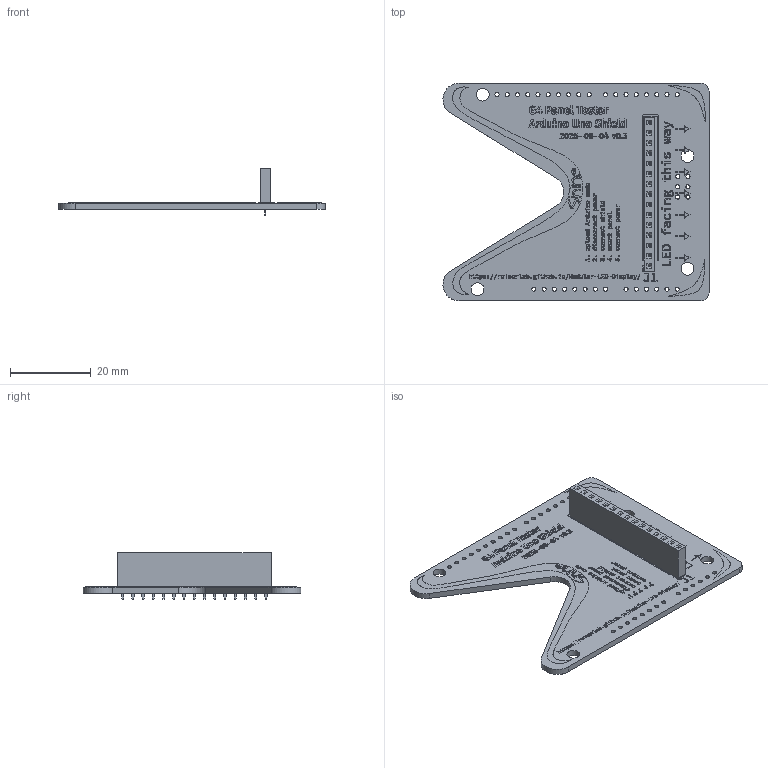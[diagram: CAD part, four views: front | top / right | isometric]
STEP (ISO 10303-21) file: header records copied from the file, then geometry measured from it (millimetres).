
FILE_DESCRIPTION(('KiCad electronic assembly'),'2;1');
FILE_NAME('panel-tester_arduino-uno.step','2025-08-04T13:34:33',( 'Pcbnew'),('Kicad'),'Open CASCADE STEP processor 7.9', 'KiCad to STEP converter','Unknown');
FILE_SCHEMA(('AUTOMOTIVE_DESIGN { 1 0 10303 214 1 1 1 1 }'));
Length unit declared in the file: millimetre
Products named in the file (4): panel-tester_arduino-uno 1; PinSocket_1x15_P2.54mm_Vertical; panel-tester_arduino-uno_silkscreen; panel-tester_arduino-uno_PCB
Assembly tree (3 placements, depth 2):
  panel-tester_arduino-uno 1
    PinSocket_1x15_P2.54mm_Vertical
    panel-tester_arduino-uno_silkscreen
    panel-tester_arduino-uno_PCB
Bounding box: 66 x 54 x 11.6 mm (x, y, z)
Volume: 4988.5 mm3; surface area: 7906.2 mm2
Topology: 2 solids, 217 shells, 684 faces, 7217 edges, 6782 vertices
Faces by surface type: plane 622, cylinder 62
Full cylindrical faces by diameter (mm): 1 x15, 1.016 x38, 3.2 x4
Entity records: 71926 total; most frequent: CARTESIAN_POINT 14687, DIRECTION 9371, ORIENTED_EDGE 8462, EDGE_CURVE 7217, VERTEX_POINT 6782, LINE 6439, VECTOR 6439, AXIS2_PLACEMENT_3D 1466
